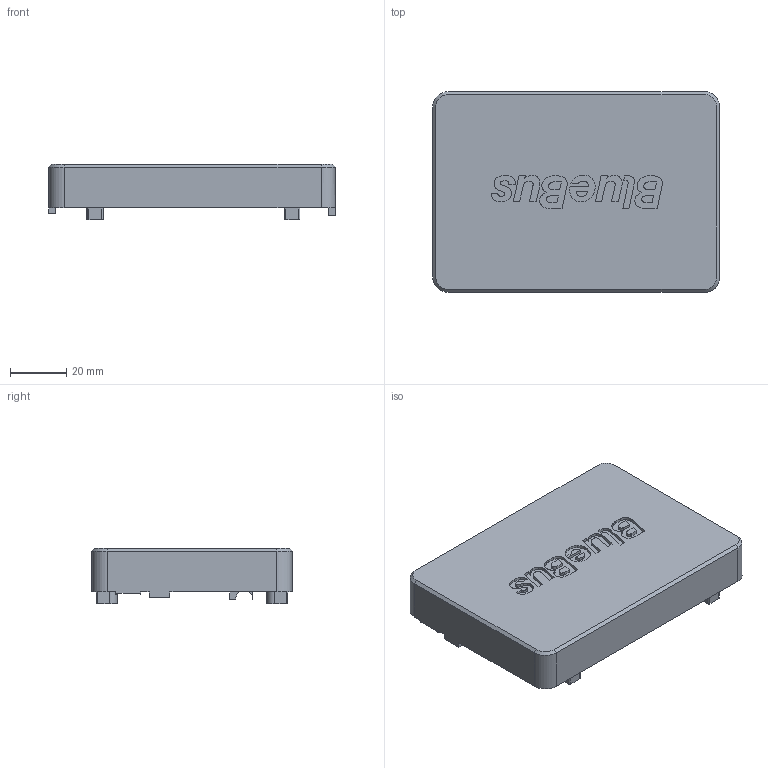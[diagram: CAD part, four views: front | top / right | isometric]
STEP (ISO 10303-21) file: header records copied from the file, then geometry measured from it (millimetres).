
FILE_DESCRIPTION(/* description */ (''),/* implementation_level */ '2;1');
FILE_NAME(/* name */ 'Top.step',/* time_stamp */ '2022-10-27T10:14:18-04:00',/* author */ (''),/* organization */ (''),/* preprocessor_version */ 'ST-DEVELOPER v19.2',/* originating_system */ 'Autodesk Translation Framework v11.17.0.187',/* authorisation */ '');
FILE_SCHEMA (('AUTOMOTIVE_DESIGN { 1 0 10303 214 3 1 1 }'));
Length unit declared in the file: millimetre
Products named in the file (1): Top
Bounding box: 101.5 x 71 x 19.7 mm (x, y, z)
Volume: 29334.8 mm3; surface area: 24883 mm2
Topology: 1 solids, 1 shells, 294 faces, 815 edges, 537 vertices
Faces by surface type: plane 132, bspline 87, cylinder 71, cone 4
Full cylindrical faces by diameter (mm): 1.8 x4
Entity records: 9587 total; most frequent: CARTESIAN_POINT 2634, ORIENTED_EDGE 1630, DIRECTION 1208, EDGE_CURVE 815, VERTEX_POINT 537, LINE 482, VECTOR 482, AXIS2_PLACEMENT_3D 363
